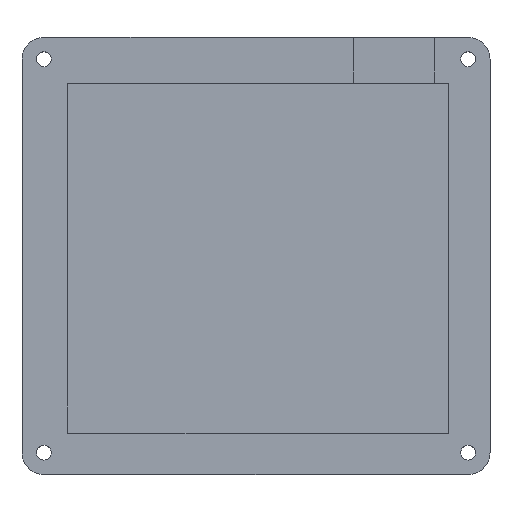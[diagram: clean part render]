
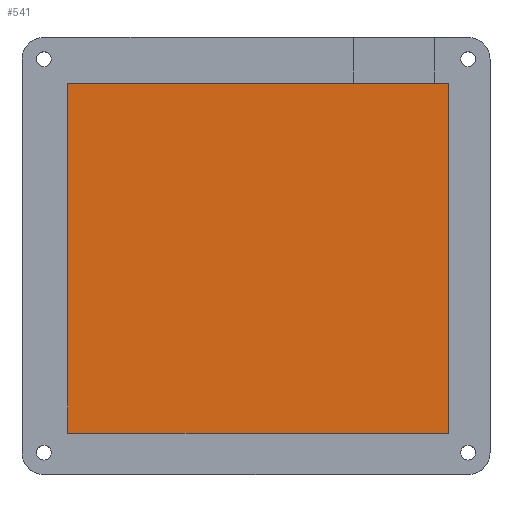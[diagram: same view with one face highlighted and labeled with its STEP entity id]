
A CAD part, top view. The second image highlights one B-rep face of the part: STEP entity #541.
In plain terms, the highlighted planar face has unit normal (0, 0, 1).
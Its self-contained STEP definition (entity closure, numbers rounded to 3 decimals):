
#43=PLANE('',#609);
#73=FACE_OUTER_BOUND('',#111,.T.);
#111=EDGE_LOOP('',(#485,#486,#487,#488));
#148=LINE('',#857,#196);
#151=LINE('',#864,#199);
#153=LINE('',#868,#201);
#163=LINE('',#915,#211);
#196=VECTOR('',#688,10.);
#199=VECTOR('',#697,10.);
#201=VECTOR('',#701,10.);
#211=VECTOR('',#761,10.);
#269=VERTEX_POINT('',#854);
#270=VERTEX_POINT('',#856);
#271=VERTEX_POINT('',#863);
#272=VERTEX_POINT('',#867);
#328=EDGE_CURVE('',#270,#269,#148,.T.);
#331=EDGE_CURVE('',#271,#270,#151,.T.);
#333=EDGE_CURVE('',#272,#271,#153,.T.);
#355=EDGE_CURVE('',#269,#272,#163,.T.);
#485=ORIENTED_EDGE('',*,*,#331,.T.);
#486=ORIENTED_EDGE('',*,*,#328,.T.);
#487=ORIENTED_EDGE('',*,*,#355,.T.);
#488=ORIENTED_EDGE('',*,*,#333,.T.);
#541=ADVANCED_FACE('',(#73),#43,.T.);
#609=AXIS2_PLACEMENT_3D('',#918,#765,#766);
#688=DIRECTION('',(-1.,0.,0.));
#697=DIRECTION('',(0.,1.,0.));
#701=DIRECTION('',(1.,0.,0.));
#761=DIRECTION('',(0.,-1.,0.));
#765=DIRECTION('center_axis',(0.,0.,1.));
#766=DIRECTION('ref_axis',(1.,0.,0.));
#854=CARTESIAN_POINT('',(-80.,0.,3.));
#856=CARTESIAN_POINT('',(7.49,0.,3.));
#857=CARTESIAN_POINT('',(7.49,0.,3.));
#863=CARTESIAN_POINT('',(7.49,-80.36,3.));
#864=CARTESIAN_POINT('',(7.49,-80.36,3.));
#867=CARTESIAN_POINT('',(-80.,-80.36,3.));
#868=CARTESIAN_POINT('',(-80.,-80.36,3.));
#915=CARTESIAN_POINT('',(-80.,0.,3.));
#918=CARTESIAN_POINT('Origin',(-36.755,-39.68,3.));
